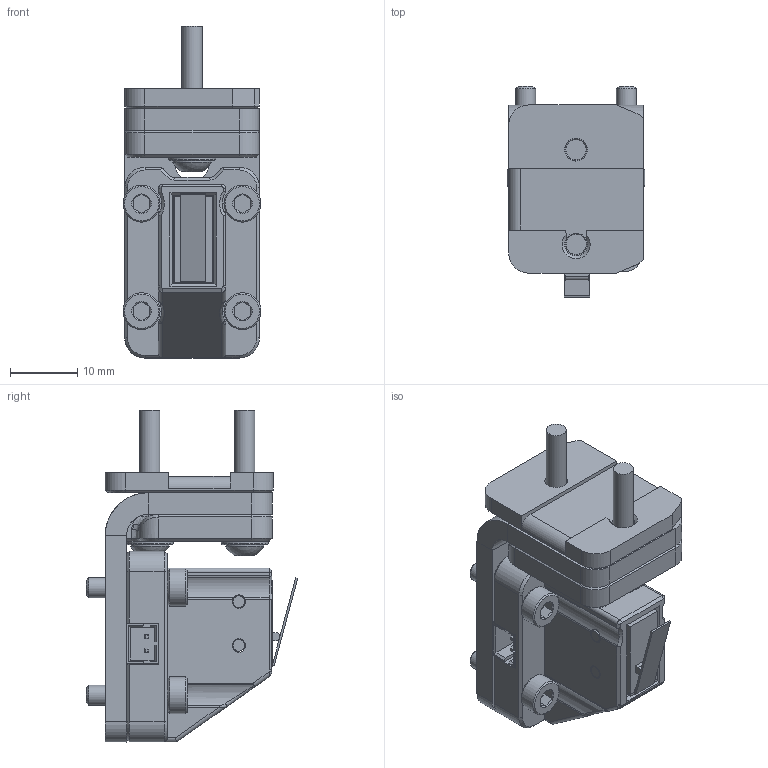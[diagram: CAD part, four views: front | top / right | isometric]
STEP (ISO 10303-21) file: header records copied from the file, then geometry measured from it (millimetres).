
FILE_DESCRIPTION(/* description */ (''),/* implementation_level */ '2;1');
FILE_NAME(/* name */ 'Bent_Sheet_Rigid_Z.step',/* time_stamp */ '2025-11-12T09:49:49-08:00',/* author */ (''),/* organization */ (''),/* preprocessor_version */ 'ST-DEVELOPER v20.1',/* originating_system */ 'Autodesk Translation Framework v14.17.0.0',/* authorisation */ '');
FILE_SCHEMA (('AUTOMOTIVE_DESIGN { 1 0 10303 214 3 1 1 }'));
Length unit declared in the file: millimetre
Products named in the file (20): Bent_Sheet_Rigid_Z; BentSheetZJoint; Hardware; P6; PH2.0-LI-2P (1); LOGO?0.25 (1); PH2.0-LI-2P; PH2.0-LI-Òý½Å; KW10 Microswitch (1); Fasteners; M3x10 SHCS; m3x0.5 shim; M3x16 BHCS; WireA; WireB; filament; Printed_Parts; Y_Microswitch_Housing; Z Belt Clamp Lower; BottomClamp
Assembly tree (26 placements, depth 5):
  Bent_Sheet_Rigid_Z
    BentSheetZJoint
    Hardware
      filament  x2
      P6
        PH2.0-LI-2P (1)
          PH2.0-LI-Òý½Å  x2
          LOGO?0.25 (1)
          PH2.0-LI-2P
      KW10 Microswitch (1)
      Fasteners
        m3x0.5 shim  x2
        M3x10 SHCS  x4
        M3x16 BHCS  x2
      WireA
      WireB
    Printed_Parts
      Y_Microswitch_Housing
      Z Belt Clamp Lower
      BottomClamp
Bounding box: 20.5 x 31.43 x 49.35 mm (x, y, z)
Volume: 12201 mm3; surface area: 11222.2 mm2
Topology: 35 solids, 35 shells, 659 faces, 1536 edges, 953 vertices
Faces by surface type: plane 365, cylinder 133, cone 89, bspline 68, sphere 2, torus 2
Full cylindrical faces by diameter (mm): 0.013 x1, 0.1 x3, 0.4 x3, 0.65 x1, 0.75 x1, 1.2 x4, 1.75 x2, 2 x5, 3 x8, 3.2 x5, 3.4 x8, 5.5 x4, 5.7 x2, 7 x2
Entity records: 18538 total; most frequent: CARTESIAN_POINT 5259, ORIENTED_EDGE 2612, DIRECTION 2528, EDGE_CURVE 1306, LINE 856, VECTOR 856, AXIS2_PLACEMENT_3D 836, VERTEX_POINT 821
